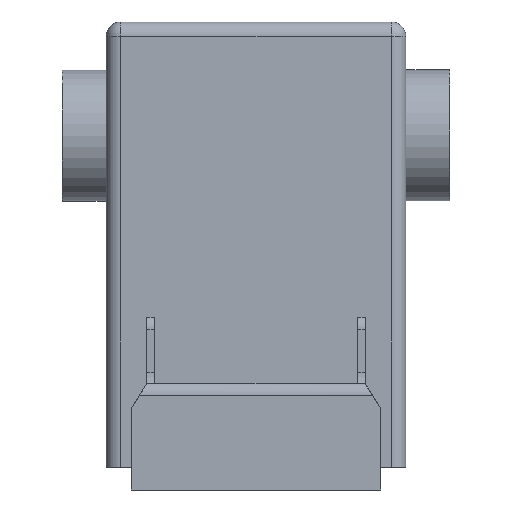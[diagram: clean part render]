
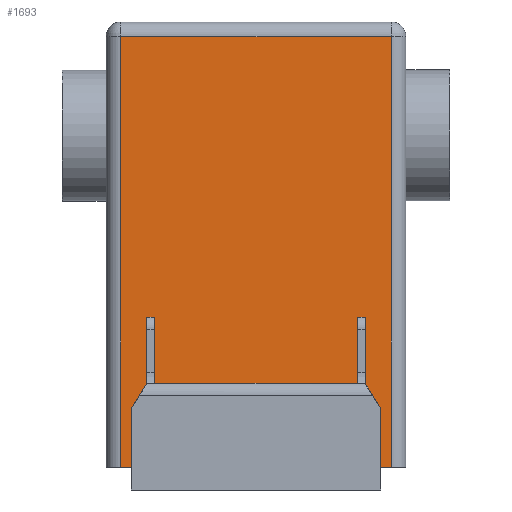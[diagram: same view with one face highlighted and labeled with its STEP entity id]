
A CAD part, top view. The second image highlights one B-rep face of the part: STEP entity #1693.
In plain terms, the highlighted planar face has unit normal (0, 0, 1).
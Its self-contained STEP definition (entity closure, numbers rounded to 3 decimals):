
#41 = EDGE_CURVE ( 'NONE', #1804, #1151, #1371, .T. ) ;
#48 = ORIENTED_EDGE ( 'NONE', *, *, #1603, .T. ) ;
#58 = ORIENTED_EDGE ( 'NONE', *, *, #2188, .T. ) ;
#60 = VERTEX_POINT ( 'NONE', #1911 ) ;
#61 = CARTESIAN_POINT ( 'NONE',  ( 93., 193., 5. ) ) ;
#64 = DIRECTION ( 'NONE',  ( 0., -1., 0. ) ) ;
#92 = DIRECTION ( 'NONE',  ( 0., -1., 0. ) ) ;
#124 = EDGE_CURVE ( 'NONE', #1276, #1853, #948, .T. ) ;
#224 = CARTESIAN_POINT ( 'NONE',  ( -70., -63., 5. ) ) ;
#226 = CARTESIAN_POINT ( 'NONE',  ( -70., 0., 5. ) ) ;
#233 = EDGE_CURVE ( 'NONE', #1820, #2028, #575, .T. ) ;
#276 = VERTEX_POINT ( 'NONE', #1334 ) ;
#279 = VECTOR ( 'NONE', #2048, 1000. ) ;
#285 = CARTESIAN_POINT ( 'NONE',  ( -93., 193., 5. ) ) ;
#316 = LINE ( 'NONE', #1996, #1810 ) ;
#320 = CARTESIAN_POINT ( 'NONE',  ( -70., 7., 5. ) ) ;
#336 = EDGE_CURVE ( 'NONE', #1130, #60, #316, .T. ) ;
#403 = ORIENTED_EDGE ( 'NONE', *, *, #1809, .F. ) ;
#420 = DIRECTION ( 'NONE',  ( 0., 1., 0. ) ) ;
#441 = AXIS2_PLACEMENT_3D ( 'NONE', #1535, #508, #2205 ) ;
#461 = DIRECTION ( 'NONE',  ( 0., -1., 0. ) ) ;
#508 = DIRECTION ( 'NONE',  ( 0., 0., -1. ) ) ;
#575 = LINE ( 'NONE', #1601, #959 ) ;
#588 = LINE ( 'NONE', #1275, #1329 ) ;
#658 = VECTOR ( 'NONE', #1661, 1000. ) ;
#669 = VERTEX_POINT ( 'NONE', #840 ) ;
#696 = VERTEX_POINT ( 'NONE', #1516 ) ;
#722 = LINE ( 'NONE', #891, #882 ) ;
#744 = DIRECTION ( 'NONE',  ( 0., 1., 0. ) ) ;
#768 = LINE ( 'NONE', #1214, #943 ) ;
#840 = CARTESIAN_POINT ( 'NONE',  ( -93., -103., 5. ) ) ;
#869 = EDGE_CURVE ( 'NONE', #276, #1276, #1313, .T. ) ;
#880 = EDGE_CURVE ( 'NONE', #1820, #60, #2163, .T. ) ;
#882 = VECTOR ( 'NONE', #744, 1000. ) ;
#891 = CARTESIAN_POINT ( 'NONE',  ( 75., -63., 5. ) ) ;
#893 = VECTOR ( 'NONE', #92, 1000. ) ;
#899 = VERTEX_POINT ( 'NONE', #1512 ) ;
#918 = VECTOR ( 'NONE', #1594, 1000. ) ;
#922 = DIRECTION ( 'NONE',  ( 0., -1., 0. ) ) ;
#943 = VECTOR ( 'NONE', #64, 1000. ) ;
#948 = LINE ( 'NONE', #1620, #893 ) ;
#959 = VECTOR ( 'NONE', #1271, 1000. ) ;
#965 = VECTOR ( 'NONE', #1651, 1000. ) ;
#979 = CARTESIAN_POINT ( 'NONE',  ( 103., -103., 5. ) ) ;
#1009 = EDGE_CURVE ( 'NONE', #696, #1804, #588, .T. ) ;
#1035 = ORIENTED_EDGE ( 'NONE', *, *, #1009, .T. ) ;
#1047 = EDGE_CURVE ( 'NONE', #2028, #1130, #768, .T. ) ;
#1086 = EDGE_LOOP ( 'NONE', ( #1375, #1203, #2039, #1773 ) ) ;
#1130 = VERTEX_POINT ( 'NONE', #1850 ) ;
#1151 = VERTEX_POINT ( 'NONE', #285 ) ;
#1185 = ORIENTED_EDGE ( 'NONE', *, *, #41, .T. ) ;
#1195 = CARTESIAN_POINT ( 'NONE',  ( 70., 0., 5. ) ) ;
#1203 = ORIENTED_EDGE ( 'NONE', *, *, #880, .T. ) ;
#1214 = CARTESIAN_POINT ( 'NONE',  ( -75., -63., 5. ) ) ;
#1217 = EDGE_LOOP ( 'NONE', ( #48, #1035, #1185, #58 ) ) ;
#1271 = DIRECTION ( 'NONE',  ( -1., 0., 0. ) ) ;
#1275 = CARTESIAN_POINT ( 'NONE',  ( 93., 0., 5. ) ) ;
#1276 = VERTEX_POINT ( 'NONE', #1195 ) ;
#1313 = LINE ( 'NONE', #2012, #965 ) ;
#1329 = VECTOR ( 'NONE', #420, 1000. ) ;
#1334 = CARTESIAN_POINT ( 'NONE',  ( 75., 0., 5. ) ) ;
#1346 = FACE_OUTER_BOUND ( 'NONE', #1217, .T. ) ;
#1364 = EDGE_LOOP ( 'NONE', ( #1695, #1691, #403, #1914 ) ) ;
#1370 = FACE_BOUND ( 'NONE', #1364, .T. ) ;
#1371 = LINE ( 'NONE', #1382, #279 ) ;
#1375 = ORIENTED_EDGE ( 'NONE', *, *, #233, .F. ) ;
#1382 = CARTESIAN_POINT ( 'NONE',  ( 0., 193., 5. ) ) ;
#1447 = VECTOR ( 'NONE', #922, 1000. ) ;
#1484 = DIRECTION ( 'NONE',  ( 1., 0., 0. ) ) ;
#1512 = CARTESIAN_POINT ( 'NONE',  ( 75., -63., 5. ) ) ;
#1516 = CARTESIAN_POINT ( 'NONE',  ( 93., -103., 5. ) ) ;
#1535 = CARTESIAN_POINT ( 'NONE',  ( 0., 0., 5. ) ) ;
#1576 = CARTESIAN_POINT ( 'NONE',  ( 70., -63., 5. ) ) ;
#1594 = DIRECTION ( 'NONE',  ( 1., 0., 0. ) ) ;
#1601 = CARTESIAN_POINT ( 'NONE',  ( -75., 0., 5. ) ) ;
#1603 = EDGE_CURVE ( 'NONE', #669, #696, #1997, .T. ) ;
#1620 = CARTESIAN_POINT ( 'NONE',  ( 70., 7., 5. ) ) ;
#1651 = DIRECTION ( 'NONE',  ( -1., 0., 0. ) ) ;
#1658 = CARTESIAN_POINT ( 'NONE',  ( -75., 0., 5. ) ) ;
#1661 = DIRECTION ( 'NONE',  ( 1., 0., 0. ) ) ;
#1675 = PLANE ( 'NONE',  #441 ) ;
#1691 = ORIENTED_EDGE ( 'NONE', *, *, #869, .F. ) ;
#1693 = ADVANCED_FACE ( 'NONE', ( #1346, #1370, #2036 ), #1675, .F. ) ;
#1695 = ORIENTED_EDGE ( 'NONE', *, *, #124, .F. ) ;
#1729 = LINE ( 'NONE', #1917, #1447 ) ;
#1773 = ORIENTED_EDGE ( 'NONE', *, *, #1047, .F. ) ;
#1804 = VERTEX_POINT ( 'NONE', #61 ) ;
#1809 = EDGE_CURVE ( 'NONE', #899, #276, #722, .T. ) ;
#1810 = VECTOR ( 'NONE', #1484, 1000. ) ;
#1820 = VERTEX_POINT ( 'NONE', #226 ) ;
#1850 = CARTESIAN_POINT ( 'NONE',  ( -75., -63., 5. ) ) ;
#1853 = VERTEX_POINT ( 'NONE', #1576 ) ;
#1911 = CARTESIAN_POINT ( 'NONE',  ( -70., -63., 5. ) ) ;
#1914 = ORIENTED_EDGE ( 'NONE', *, *, #2178, .F. ) ;
#1917 = CARTESIAN_POINT ( 'NONE',  ( -93., 0., 5. ) ) ;
#1996 = CARTESIAN_POINT ( 'NONE',  ( -70., -63., 5. ) ) ;
#1997 = LINE ( 'NONE', #979, #658 ) ;
#2012 = CARTESIAN_POINT ( 'NONE',  ( -75., 0., 5. ) ) ;
#2028 = VERTEX_POINT ( 'NONE', #1658 ) ;
#2036 = FACE_BOUND ( 'NONE', #1086, .T. ) ;
#2039 = ORIENTED_EDGE ( 'NONE', *, *, #336, .F. ) ;
#2048 = DIRECTION ( 'NONE',  ( -1., 0., 0. ) ) ;
#2104 = VECTOR ( 'NONE', #461, 1000. ) ;
#2163 = LINE ( 'NONE', #320, #2104 ) ;
#2178 = EDGE_CURVE ( 'NONE', #1853, #899, #2191, .T. ) ;
#2188 = EDGE_CURVE ( 'NONE', #1151, #669, #1729, .T. ) ;
#2191 = LINE ( 'NONE', #224, #918 ) ;
#2205 = DIRECTION ( 'NONE',  ( -1., 0., 0. ) ) ;
